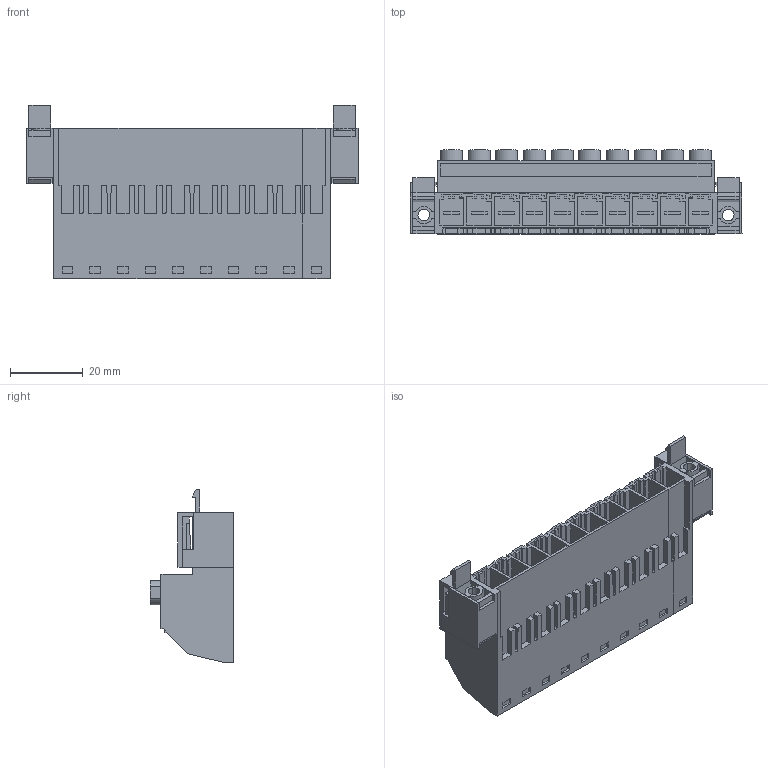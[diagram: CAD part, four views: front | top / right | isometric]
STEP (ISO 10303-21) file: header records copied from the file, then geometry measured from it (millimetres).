
FILE_DESCRIPTION(('CATIA V5 STEP Exchange','CAx-IF Rec.Pracs.--- Model Styling and Organization---1.4--- 2014-01-23'),'2;1');
FILE_NAME ('D1561360_0_1950960000_1950960000.stp','2023-02-01T13:14:10+00:00',('none'),('Weidmueller'),'CATIA Version 5-6 Release 2016 SP3 HF44','CATIA V5 STEP AP214','none');
FILE_SCHEMA(('AUTOMOTIVE_DESIGN { 1 0 10303 214 1 1 1 1 }'));
Length unit declared in the file: millimetre
Products named in the file (1): 1950960000
Bounding box: 91.44 x 23.1 x 47.75 mm (x, y, z)
Volume: 33844 mm3; surface area: 26942.7 mm2
Topology: 25 solids, 25 shells, 985 faces, 2691 edges, 1803 vertices
Faces by surface type: plane 905, cylinder 80
Entity records: 29274 total; most frequent: ORIENTED_EDGE 5382, CARTESIAN_POINT 5191, DIRECTION 3786, EDGE_CURVE 2691, VECTOR 2454, LINE 2454, VERTEX_POINT 1803, EDGE_LOOP 1040
